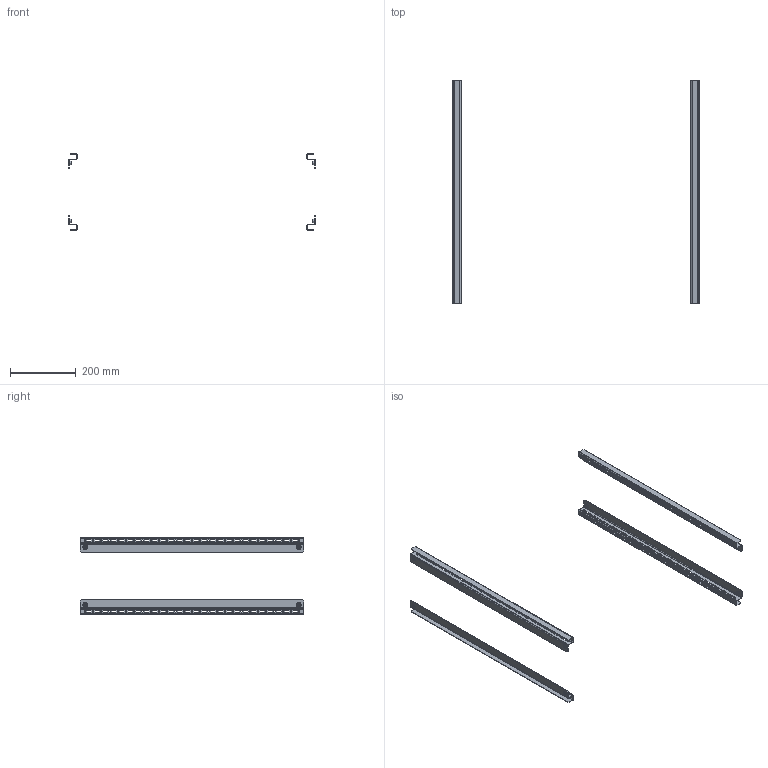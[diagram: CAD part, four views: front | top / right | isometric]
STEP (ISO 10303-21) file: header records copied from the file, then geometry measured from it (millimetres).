
FILE_DESCRIPTION (( 'STEP AP203' ), '1' );
FILE_NAME ('U0543750502 Êîìïëåêò ñòîåê äëÿ âíóòðåííåãî ìîíòàæà UC2_UC2M 75.00 (4øò) (000.801.048-03).STEP', '2022-04-29T05:41:32', ( '' ), ( '' ), 'SwSTEP 2.0', 'SolidWorks 2017', '' );
FILE_SCHEMA (( 'CONFIG_CONTROL_DESIGN' ));
Length unit declared in the file: millimetre
Products named in the file (3): 054-113 栺鍣罻_03 (75); hex flange nut_din_Hexagon Flange Nut DIN 6923 - M6 - N; U0543750502 Êîìïëåêò ñòîåê äëÿ âíóòðåííåãî ìîíòàæà UC2_UC2M 75.00 (4øò) (000.801.048-03)
Assembly tree (12 placements, depth 2):
  U0543750502 Êîìïëåêò ñòîåê äëÿ âíóòðåííåãî ìîíòàæà UC2_UC2M 75.00 (4øò) (000.801.048-03)
    054-113 栺鍣罻_03 (75)  x4
    hex flange nut_din_Hexagon Flange Nut DIN 6923 - M6 - N  x8
Bounding box: 747.2 x 676 x 233 mm (x, y, z)
Volume: 321990.7 mm3; surface area: 452716.5 mm2
Topology: 12 solids, 12 shells, 1672 faces, 4688 edges, 3040 vertices
Faces by surface type: plane 1008, cylinder 504, cone 96, bspline 48, torus 16
Entity records: 13769 total; most frequent: CARTESIAN_POINT 2507, ORIENTED_EDGE 2204, DIRECTION 2118, EDGE_CURVE 1102, VECTOR 812, LINE 812, VERTEX_POINT 720, AXIS2_PLACEMENT_3D 653
